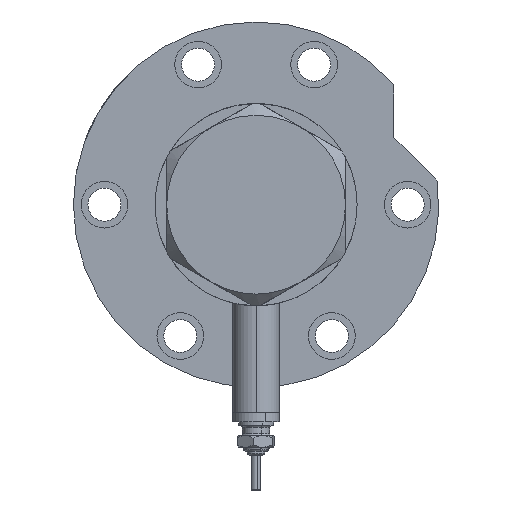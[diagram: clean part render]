
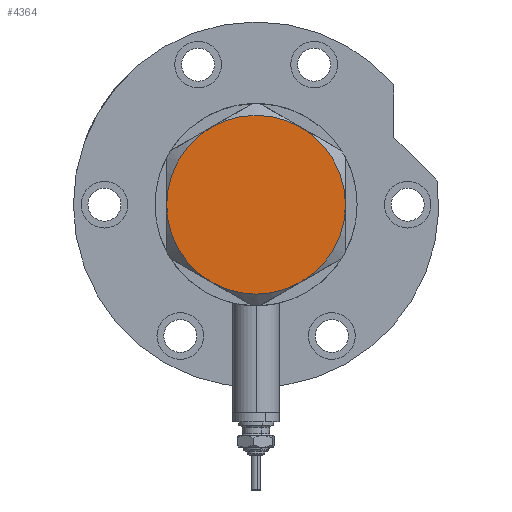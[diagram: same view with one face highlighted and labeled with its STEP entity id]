
A CAD part, left-side view. The second image highlights one B-rep face of the part: STEP entity #4364.
In plain terms, the highlighted face is planar.
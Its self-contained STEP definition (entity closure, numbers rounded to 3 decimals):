
#165 = EDGE_CURVE ( 'NONE', #1055, #3780, #281, .T. ) ;
#261 = CIRCLE ( 'NONE', #7194, 23. ) ;
#281 = CIRCLE ( 'NONE', #1701, 23. ) ;
#339 = ORIENTED_EDGE ( 'NONE', *, *, #4535, .T. ) ;
#350 = DIRECTION ( 'NONE',  ( 1., 0., 0. ) ) ;
#610 = EDGE_CURVE ( 'NONE', #3780, #5663, #7478, .T. ) ;
#860 = VERTEX_POINT ( 'NONE', #7922 ) ;
#881 = CARTESIAN_POINT ( 'NONE',  ( -11.5, -19.919, 9. ) ) ;
#1022 = VERTEX_POINT ( 'NONE', #5067 ) ;
#1055 = VERTEX_POINT ( 'NONE', #6307 ) ;
#1061 = AXIS2_PLACEMENT_3D ( 'NONE', #5919, #2879, #2271 ) ;
#1133 = AXIS2_PLACEMENT_3D ( 'NONE', #5199, #2228, #4749 ) ;
#1520 = DIRECTION ( 'NONE',  ( 0., 0., 1. ) ) ;
#1701 = AXIS2_PLACEMENT_3D ( 'NONE', #3959, #3927, #6919 ) ;
#1712 = CIRCLE ( 'NONE', #1061, 23. ) ;
#1792 = CIRCLE ( 'NONE', #1133, 23. ) ;
#1904 = EDGE_LOOP ( 'NONE', ( #339, #2357, #6124, #7954, #5022, #7797 ) ) ;
#2018 = FACE_OUTER_BOUND ( 'NONE', #1904, .T. ) ;
#2068 = CIRCLE ( 'NONE', #2843, 23. ) ;
#2177 = CARTESIAN_POINT ( 'NONE',  ( 0., 0., 9. ) ) ;
#2228 = DIRECTION ( 'NONE',  ( 0., 0., 1. ) ) ;
#2271 = DIRECTION ( 'NONE',  ( 1., 0., 0. ) ) ;
#2357 = ORIENTED_EDGE ( 'NONE', *, *, #7589, .T. ) ;
#2382 = EDGE_CURVE ( 'NONE', #5663, #5186, #1792, .T. ) ;
#2843 = AXIS2_PLACEMENT_3D ( 'NONE', #5863, #1520, #350 ) ;
#2879 = DIRECTION ( 'NONE',  ( 0., 0., 1. ) ) ;
#3163 = CARTESIAN_POINT ( 'NONE',  ( -11.5, 19.919, 9. ) ) ;
#3269 = PLANE ( 'NONE',  #7578 ) ;
#3780 = VERTEX_POINT ( 'NONE', #3163 ) ;
#3864 = DIRECTION ( 'NONE',  ( 0., 0., 1. ) ) ;
#3927 = DIRECTION ( 'NONE',  ( 0., 0., 1. ) ) ;
#3959 = CARTESIAN_POINT ( 'NONE',  ( 0., 0., 9. ) ) ;
#4243 = EDGE_CURVE ( 'NONE', #5186, #860, #261, .T. ) ;
#4364 = ADVANCED_FACE ( 'NONE', ( #2018 ), #3269, .T. ) ;
#4456 = CARTESIAN_POINT ( 'NONE',  ( 0., 0., 9. ) ) ;
#4535 = EDGE_CURVE ( 'NONE', #860, #1022, #2068, .T. ) ;
#4627 = DIRECTION ( 'NONE',  ( 0., 0., 1. ) ) ;
#4749 = DIRECTION ( 'NONE',  ( 1., 0., 0. ) ) ;
#5022 = ORIENTED_EDGE ( 'NONE', *, *, #2382, .T. ) ;
#5045 = AXIS2_PLACEMENT_3D ( 'NONE', #2177, #4627, #7598 ) ;
#5067 = CARTESIAN_POINT ( 'NONE',  ( 23., 0., 9. ) ) ;
#5186 = VERTEX_POINT ( 'NONE', #881 ) ;
#5199 = CARTESIAN_POINT ( 'NONE',  ( 0., 0., 9. ) ) ;
#5434 = DIRECTION ( 'NONE',  ( 1., 0., 0. ) ) ;
#5509 = DIRECTION ( 'NONE',  ( 0., 0., 1. ) ) ;
#5663 = VERTEX_POINT ( 'NONE', #7170 ) ;
#5736 = DIRECTION ( 'NONE',  ( 1., 0., 0. ) ) ;
#5863 = CARTESIAN_POINT ( 'NONE',  ( 0., 0., 9. ) ) ;
#5919 = CARTESIAN_POINT ( 'NONE',  ( 0., 0., 9. ) ) ;
#6117 = CARTESIAN_POINT ( 'NONE',  ( 0., 0., 9. ) ) ;
#6124 = ORIENTED_EDGE ( 'NONE', *, *, #165, .T. ) ;
#6307 = CARTESIAN_POINT ( 'NONE',  ( 11.5, 19.919, 9. ) ) ;
#6919 = DIRECTION ( 'NONE',  ( 1., 0., 0. ) ) ;
#7170 = CARTESIAN_POINT ( 'NONE',  ( -23., 0., 9. ) ) ;
#7194 = AXIS2_PLACEMENT_3D ( 'NONE', #6117, #5509, #5434 ) ;
#7478 = CIRCLE ( 'NONE', #5045, 23. ) ;
#7578 = AXIS2_PLACEMENT_3D ( 'NONE', #4456, #3864, #5736 ) ;
#7589 = EDGE_CURVE ( 'NONE', #1022, #1055, #1712, .T. ) ;
#7598 = DIRECTION ( 'NONE',  ( 1., 0., 0. ) ) ;
#7797 = ORIENTED_EDGE ( 'NONE', *, *, #4243, .T. ) ;
#7922 = CARTESIAN_POINT ( 'NONE',  ( 11.5, -19.919, 9. ) ) ;
#7954 = ORIENTED_EDGE ( 'NONE', *, *, #610, .T. ) ;
